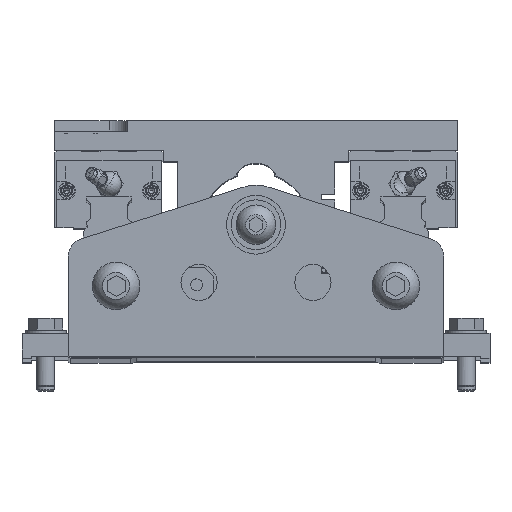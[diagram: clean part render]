
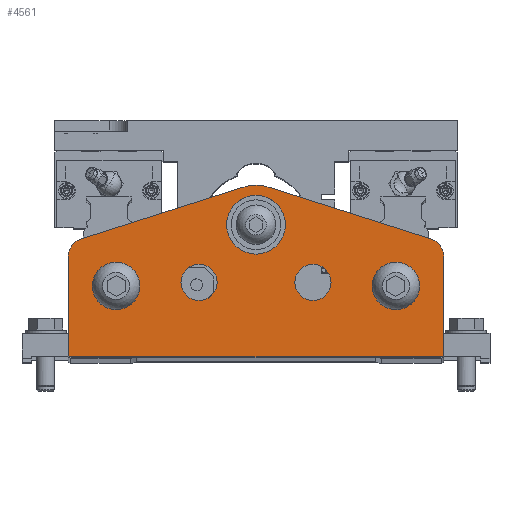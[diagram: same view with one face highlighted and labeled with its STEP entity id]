
A CAD part, top view. The second image highlights one B-rep face of the part: STEP entity #4561.
In plain terms, the highlighted planar face has unit normal (0, 0, 1).
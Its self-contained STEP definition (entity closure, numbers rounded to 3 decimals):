
#4561 = ADVANCED_FACE( '', ( #10659, #10660, #10661, #10662, #10663, #10664 ), #10665, .F. );
#10659 = FACE_BOUND( '', #18483, .T. );
#10660 = FACE_BOUND( '', #18484, .T. );
#10661 = FACE_BOUND( '', #18485, .T. );
#10662 = FACE_BOUND( '', #18486, .T. );
#10663 = FACE_OUTER_BOUND( '', #18487, .T. );
#10664 = FACE_BOUND( '', #18488, .T. );
#10665 = PLANE( '', #18489 );
#18483 = EDGE_LOOP( '', ( #31902 ) );
#18484 = EDGE_LOOP( '', ( #31903 ) );
#18485 = EDGE_LOOP( '', ( #31904 ) );
#18486 = EDGE_LOOP( '', ( #31905 ) );
#18487 = EDGE_LOOP( '', ( #31906, #31907, #31908, #31909, #31910, #31911, #31912, #31913, #31914, #31915 ) );
#18488 = EDGE_LOOP( '', ( #31916 ) );
#18489 = AXIS2_PLACEMENT_3D( '', #31917, #31918, #31919 );
#31902 = ORIENTED_EDGE( '', *, *, #48849, .F. );
#31903 = ORIENTED_EDGE( '', *, *, #48850, .T. );
#31904 = ORIENTED_EDGE( '', *, *, #47491, .F. );
#31905 = ORIENTED_EDGE( '', *, *, #48851, .T. );
#31906 = ORIENTED_EDGE( '', *, *, #46410, .F. );
#31907 = ORIENTED_EDGE( '', *, *, #48852, .T. );
#31908 = ORIENTED_EDGE( '', *, *, #48853, .F. );
#31909 = ORIENTED_EDGE( '', *, *, #48854, .T. );
#31910 = ORIENTED_EDGE( '', *, *, #48438, .F. );
#31911 = ORIENTED_EDGE( '', *, *, #45778, .F. );
#31912 = ORIENTED_EDGE( '', *, *, #45538, .F. );
#31913 = ORIENTED_EDGE( '', *, *, #48855, .F. );
#31914 = ORIENTED_EDGE( '', *, *, #44513, .F. );
#31915 = ORIENTED_EDGE( '', *, *, #48856, .F. );
#31916 = ORIENTED_EDGE( '', *, *, #48857, .F. );
#31917 = CARTESIAN_POINT( '', ( -75., 45., 663.25 ) );
#31918 = DIRECTION( '', ( 0., 0., -1. ) );
#31919 = DIRECTION( '', ( -0.304, 0.953, 0. ) );
#44513 = EDGE_CURVE( '', #53043, #53045, #53046, .T. );
#45538 = EDGE_CURVE( '', #54846, #54848, #54849, .T. );
#45778 = EDGE_CURVE( '', #54848, #55250, #55251, .T. );
#46410 = EDGE_CURVE( '', #56276, #56278, #56279, .T. );
#47491 = EDGE_CURVE( '', #57978, #57978, #57979, .T. );
#48438 = EDGE_CURVE( '', #55250, #59403, #59404, .T. );
#48849 = EDGE_CURVE( '', #59999, #59999, #60000, .F. );
#48850 = EDGE_CURVE( '', #60001, #60001, #60002, .T. );
#48851 = EDGE_CURVE( '', #60003, #60003, #60004, .T. );
#48852 = EDGE_CURVE( '', #56276, #60005, #60006, .F. );
#48853 = EDGE_CURVE( '', #60007, #60005, #60008, .T. );
#48854 = EDGE_CURVE( '', #60007, #59403, #60009, .F. );
#48855 = EDGE_CURVE( '', #53045, #54846, #60010, .T. );
#48856 = EDGE_CURVE( '', #56278, #53043, #60011, .T. );
#48857 = EDGE_CURVE( '', #60012, #60012, #60013, .F. );
#53043 = VERTEX_POINT( '', #65534 );
#53045 = VERTEX_POINT( '', #65537 );
#53046 = LINE( '', #65538, #65539 );
#54846 = VERTEX_POINT( '', #68386 );
#54848 = VERTEX_POINT( '', #68389 );
#54849 = LINE( '', #68390, #68391 );
#55250 = VERTEX_POINT( '', #69087 );
#55251 = CIRCLE( '', #69088, 8. );
#56276 = VERTEX_POINT( '', #70798 );
#56278 = VERTEX_POINT( '', #70801 );
#56279 = LINE( '', #70802, #70803 );
#57978 = VERTEX_POINT( '', #73584 );
#57979 = CIRCLE( '', #73585, 8. );
#59403 = VERTEX_POINT( '', #75936 );
#59404 = LINE( '', #75937, #75938 );
#59999 = VERTEX_POINT( '', #77006 );
#60000 = CIRCLE( '', #77007, 10.5 );
#60001 = VERTEX_POINT( '', #77008 );
#60002 = CIRCLE( '', #77009, 13. );
#60003 = VERTEX_POINT( '', #77010 );
#60004 = CIRCLE( '', #77011, 8. );
#60005 = VERTEX_POINT( '', #77012 );
#60006 = CIRCLE( '', #77013, 1.5 );
#60007 = VERTEX_POINT( '', #77014 );
#60008 = LINE( '', #77015, #77016 );
#60009 = CIRCLE( '', #77017, 1.5 );
#60010 = CIRCLE( '', #77018, 17.5 );
#60011 = CIRCLE( '', #77019, 8. );
#60012 = VERTEX_POINT( '', #77020 );
#60013 = CIRCLE( '', #77021, 10.5 );
#65534 = CARTESIAN_POINT( '', ( -77.436, 52.62, 663.25 ) );
#65537 = CARTESIAN_POINT( '', ( -5.328, 75.669, 663.25 ) );
#65538 = CARTESIAN_POINT( '', ( -77.436, 52.62, 663.25 ) );
#65539 = VECTOR( '', #83984, 1000. );
#68386 = CARTESIAN_POINT( '', ( 5.328, 75.669, 663.25 ) );
#68389 = CARTESIAN_POINT( '', ( 77.436, 52.62, 663.25 ) );
#68390 = CARTESIAN_POINT( '', ( 5.328, 75.669, 663.25 ) );
#68391 = VECTOR( '', #85435, 1000. );
#69087 = CARTESIAN_POINT( '', ( 83., 45., 663.25 ) );
#69088 = AXIS2_PLACEMENT_3D( '', #85746, #85747, #85748 );
#70798 = CARTESIAN_POINT( '', ( -83., 2., 663.25 ) );
#70801 = CARTESIAN_POINT( '', ( -83., 45., 663.25 ) );
#70802 = CARTESIAN_POINT( '', ( -83., 0.5, 663.25 ) );
#70803 = VECTOR( '', #86550, 1000. );
#73584 = CARTESIAN_POINT( '', ( -33.2, 33.5, 663.25 ) );
#73585 = AXIS2_PLACEMENT_3D( '', #87970, #87971, #87972 );
#75936 = CARTESIAN_POINT( '', ( 83., 2., 663.25 ) );
#75937 = CARTESIAN_POINT( '', ( 83., 45., 663.25 ) );
#75938 = VECTOR( '', #89218, 1000. );
#77006 = CARTESIAN_POINT( '', ( 51.4, 31.9, 663.25 ) );
#77007 = AXIS2_PLACEMENT_3D( '', #89716, #89717, #89718 );
#77008 = CARTESIAN_POINT( '', ( 13., 59., 663.25 ) );
#77009 = AXIS2_PLACEMENT_3D( '', #89719, #89720, #89721 );
#77010 = CARTESIAN_POINT( '', ( 33.2, 33.5, 663.25 ) );
#77011 = AXIS2_PLACEMENT_3D( '', #89722, #89723, #89724 );
#77012 = CARTESIAN_POINT( '', ( -81.5, 0.5, 663.25 ) );
#77013 = AXIS2_PLACEMENT_3D( '', #89725, #89726, #89727 );
#77014 = CARTESIAN_POINT( '', ( 81.5, 0.5, 663.25 ) );
#77015 = CARTESIAN_POINT( '', ( 83., 0.5, 663.25 ) );
#77016 = VECTOR( '', #89728, 1000. );
#77017 = AXIS2_PLACEMENT_3D( '', #89729, #89730, #89731 );
#77018 = AXIS2_PLACEMENT_3D( '', #89732, #89733, #89734 );
#77019 = AXIS2_PLACEMENT_3D( '', #89735, #89736, #89737 );
#77020 = CARTESIAN_POINT( '', ( -72.4, 31.9, 663.25 ) );
#77021 = AXIS2_PLACEMENT_3D( '', #89738, #89739, #89740 );
#83984 = DIRECTION( '', ( 0.953, 0.304, 0. ) );
#85435 = DIRECTION( '', ( 0.953, -0.304, 0. ) );
#85746 = CARTESIAN_POINT( '', ( 75., 45., 663.25 ) );
#85747 = DIRECTION( '', ( 0., 0., -1. ) );
#85748 = DIRECTION( '', ( 1., 0., 0. ) );
#86550 = DIRECTION( '', ( 0., 1., 0. ) );
#87970 = CARTESIAN_POINT( '', ( -25.2, 33.5, 663.25 ) );
#87971 = DIRECTION( '', ( 0., 0., 1. ) );
#87972 = DIRECTION( '', ( -1., 0., 0. ) );
#89218 = DIRECTION( '', ( 0., -1., 0. ) );
#89716 = CARTESIAN_POINT( '', ( 61.9, 31.9, 663.25 ) );
#89717 = DIRECTION( '', ( 0., 0., -1. ) );
#89718 = DIRECTION( '', ( -1., 0., 0. ) );
#89719 = CARTESIAN_POINT( '', ( 0., 59., 663.25 ) );
#89720 = DIRECTION( '', ( 0., 0., -1. ) );
#89721 = DIRECTION( '', ( 1., 0., 0. ) );
#89722 = CARTESIAN_POINT( '', ( 25.2, 33.5, 663.25 ) );
#89723 = DIRECTION( '', ( 0., 0., -1. ) );
#89724 = DIRECTION( '', ( 1., 0., 0. ) );
#89725 = CARTESIAN_POINT( '', ( -81.5, 2., 663.25 ) );
#89726 = DIRECTION( '', ( 0., 0., -1. ) );
#89727 = DIRECTION( '', ( -1., 0., 0. ) );
#89728 = DIRECTION( '', ( -1., 0., 0. ) );
#89729 = CARTESIAN_POINT( '', ( 81.5, 2., 663.25 ) );
#89730 = DIRECTION( '', ( 0., 0., -1. ) );
#89731 = DIRECTION( '', ( -1., 0., 0. ) );
#89732 = CARTESIAN_POINT( '', ( 0., 59., 663.25 ) );
#89733 = DIRECTION( '', ( 0., 0., -1. ) );
#89734 = DIRECTION( '', ( 1., 0., 0. ) );
#89735 = CARTESIAN_POINT( '', ( -75., 45., 663.25 ) );
#89736 = DIRECTION( '', ( 0., 0., -1. ) );
#89737 = DIRECTION( '', ( -1., 0., 0. ) );
#89738 = CARTESIAN_POINT( '', ( -61.9, 31.9, 663.25 ) );
#89739 = DIRECTION( '', ( 0., 0., -1. ) );
#89740 = DIRECTION( '', ( -1., 0., 0. ) );
